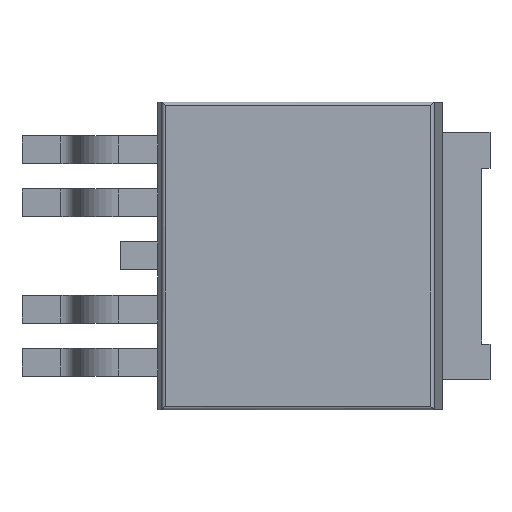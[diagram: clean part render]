
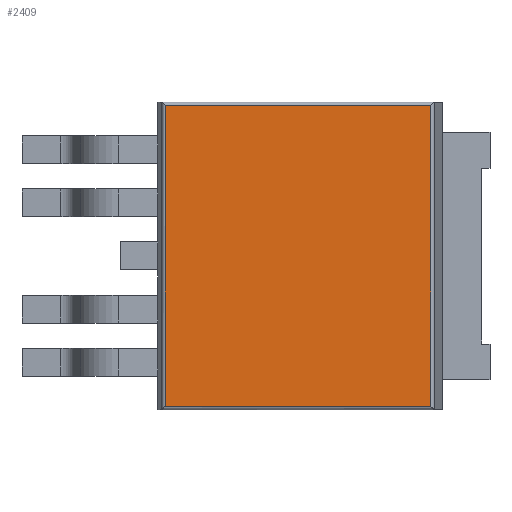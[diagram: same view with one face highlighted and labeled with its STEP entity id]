
A CAD part, top view. The second image highlights one B-rep face of the part: STEP entity #2409.
In plain terms, the highlighted planar face has unit normal (0, 0, 1).
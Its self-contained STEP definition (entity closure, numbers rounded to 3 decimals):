
#396=ORIENTED_EDGE('',*,*,#810,.T.);
#397=ORIENTED_EDGE('',*,*,#811,.T.);
#398=ORIENTED_EDGE('',*,*,#812,.T.);
#399=ORIENTED_EDGE('',*,*,#813,.T.);
#810=EDGE_CURVE('',#1020,#1021,#1213,.F.);
#811=EDGE_CURVE('',#1021,#1022,#1214,.F.);
#812=EDGE_CURVE('',#1022,#1023,#1215,.T.);
#813=EDGE_CURVE('',#1023,#1020,#1216,.T.);
#1020=VERTEX_POINT('',#3457);
#1021=VERTEX_POINT('',#3458);
#1022=VERTEX_POINT('',#3460);
#1023=VERTEX_POINT('',#3462);
#1213=LINE('',#3456,#1418);
#1214=LINE('',#3459,#1419);
#1215=LINE('',#3461,#1420);
#1216=LINE('',#3463,#1421);
#1418=VECTOR('',#2914,1000.);
#1419=VECTOR('',#2915,1000.);
#1420=VECTOR('',#2916,1000.);
#1421=VECTOR('',#2917,1000.);
#1527=EDGE_LOOP('',(#396,#397,#398,#399));
#1618=FACE_BOUND('',#1527,.T.);
#1697=PLANE('',#2533);
#2409=ADVANCED_FACE('',(#1618),#1697,.F.);
#2533=AXIS2_PLACEMENT_3D('',#3455,#2912,#2913);
#2912=DIRECTION('',(0.,0.,-1.));
#2913=DIRECTION('',(-1.,0.,0.));
#2914=DIRECTION('',(0.,1.,0.));
#2915=DIRECTION('',(-1.,0.,0.));
#2916=DIRECTION('',(0.,1.,0.));
#2917=DIRECTION('',(-1.,0.,0.));
#3455=CARTESIAN_POINT('',(5.919,-3.3,2.25));
#3456=CARTESIAN_POINT('',(0.159,-3.3,2.25));
#3457=CARTESIAN_POINT('',(0.159,3.226,2.25));
#3458=CARTESIAN_POINT('',(0.159,-3.226,2.25));
#3459=CARTESIAN_POINT('',(5.919,-3.226,2.25));
#3460=CARTESIAN_POINT('',(5.852,-3.226,2.25));
#3461=CARTESIAN_POINT('',(5.852,-3.3,2.25));
#3462=CARTESIAN_POINT('',(5.852,3.226,2.25));
#3463=CARTESIAN_POINT('',(5.919,3.226,2.25));
